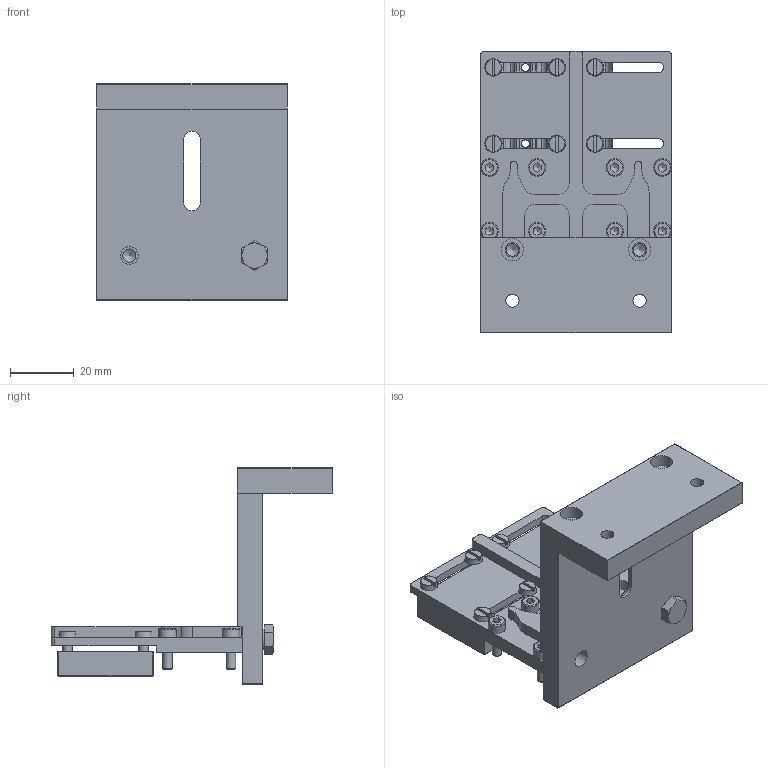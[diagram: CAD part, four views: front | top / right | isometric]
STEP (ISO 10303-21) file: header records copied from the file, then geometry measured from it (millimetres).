
FILE_DESCRIPTION(/* description */ (''),/* implementation_level */ '2;1');
FILE_NAME(/* name */ 'Portal-Column-v2.stp',/* time_stamp */ '2015-10-26T18:20:31+01:00',/* author */ ('as'),/* organization */ (''),/* preprocessor_version */ 'ST-DEVELOPER v16.1',/* originating_system */ 'Autodesk Inventor 2016',/* authorisation */ '');
FILE_SCHEMA (('AUTOMOTIVE_DESIGN { 1 0 10303 214 3 1 1 }'));
Length unit declared in the file: millimetre
Products named in the file (9): Portal-Column-v2-base; Portal-Column-v2-Column; DIN 933 - M5  x 16; Bolted Connection1; DIN EN ISO 1207 - M3 x 10; DIN EN ISO 4762 - M3 x 10; Portal-Column-v2-Top; belt-clamp-15mm-htd; Portal-Column-v2
Assembly tree (20 placements, depth 3):
  Portal-Column-v2
    Portal-Column-v2-base
    Portal-Column-v2-Column
    Bolted Connection1
      DIN 933 - M5  x 16
    DIN EN ISO 1207 - M3 x 10  x6
    DIN EN ISO 4762 - M3 x 10  x8
    Portal-Column-v2-Top
    belt-clamp-15mm-htd
Bounding box: 60 x 88.5 x 68 mm (x, y, z)
Volume: 53030.3 mm3; surface area: 32713.4 mm2
Topology: 19 solids, 19 shells, 466 faces, 1189 edges, 815 vertices
Faces by surface type: plane 253, cylinder 139, cone 46, torus 28
Full cylindrical faces by diameter (mm): 2.459 x8, 2.693 x6, 3 x14, 4 x10, 4.134 x4, 4.5 x2, 4.567 x1, 5 x1, 5.5 x10, 6.7 x1, 7 x2
Entity records: 9668 total; most frequent: CARTESIAN_POINT 2083, DIRECTION 1607, ORIENTED_EDGE 1402, EDGE_CURVE 701, AXIS2_PLACEMENT_3D 582, VERTEX_POINT 468, LINE 443, VECTOR 443
